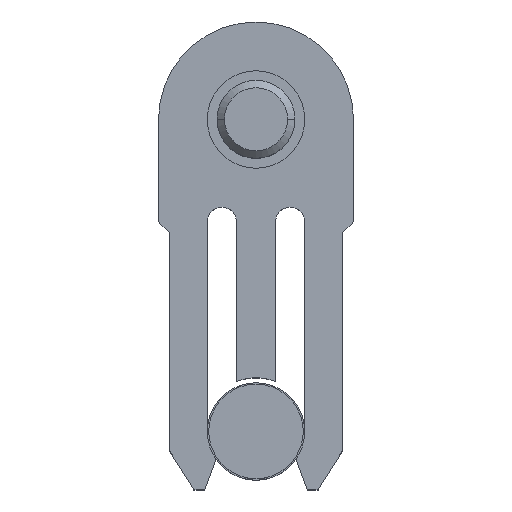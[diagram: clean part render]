
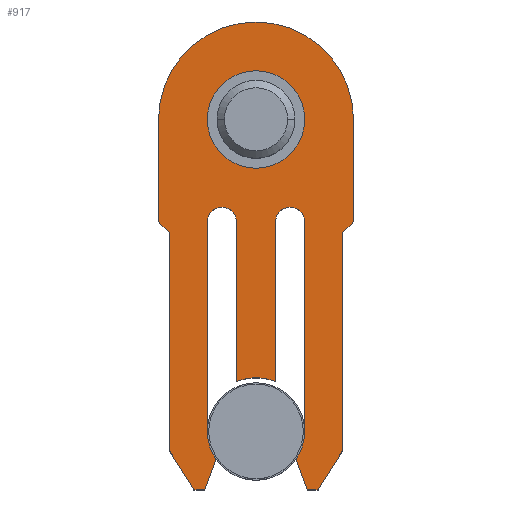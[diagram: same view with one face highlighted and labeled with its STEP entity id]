
A CAD part, top view. The second image highlights one B-rep face of the part: STEP entity #917.
In plain terms, the highlighted planar face has unit normal (0, 0, 1).
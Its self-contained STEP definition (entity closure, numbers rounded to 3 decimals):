
#355=VERTEX_POINT('',#986);
#367=VERTEX_POINT('',#998);
#399=EDGE_CURVE('',#613,#933,#1036,.T.);
#417=VERTEX_POINT('',#1056);
#423=VERTEX_POINT('',#1062);
#433=VERTEX_POINT('',#1072);
#453=VERTEX_POINT('',#1095);
#469=EDGE_CURVE('',#795,#529,#1115,.T.);
#477=VERTEX_POINT('',#1123);
#497=VERTEX_POINT('',#1144);
#499=EDGE_CURVE('',#453,#785,#1146,.T.);
#525=VERTEX_POINT('',#1177);
#527=EDGE_CURVE('',#579,#617,#1179,.T.);
#529=VERTEX_POINT('',#1181);
#531=VERTEX_POINT('',#1183);
#535=VERTEX_POINT('',#1188);
#545=EDGE_CURVE('',#525,#795,#1198,.T.);
#579=VERTEX_POINT('',#1238);
#599=EDGE_CURVE('',#529,#433,#1259,.T.);
#601=EDGE_CURVE('',#817,#885,#1261,.T.);
#609=EDGE_CURVE('',#619,#355,#1269,.T.);
#611=EDGE_CURVE('',#817,#453,#1271,.T.);
#613=VERTEX_POINT('',#1273);
#617=VERTEX_POINT('',#1277);
#619=VERTEX_POINT('',#1279);
#655=EDGE_CURVE('',#885,#531,#1315,.T.);
#671=EDGE_CURVE('',#751,#433,#1331,.T.);
#673=VERTEX_POINT('',#1333);
#679=EDGE_CURVE('',#617,#579,#1340,.T.);
#693=VERTEX_POINT('',#1356);
#695=EDGE_CURVE('',#531,#417,#1358,.T.);
#705=EDGE_CURVE('',#673,#423,#1369,.T.);
#719=EDGE_CURVE('',#933,#367,#1386,.T.);
#751=VERTEX_POINT('',#1422);
#763=EDGE_CURVE('',#535,#477,#1436,.T.);
#777=EDGE_CURVE('',#613,#497,#1451,.T.);
#785=VERTEX_POINT('',#1460);
#795=VERTEX_POINT('',#1471);
#801=EDGE_CURVE('',#417,#619,#1478,.T.);
#807=EDGE_CURVE('',#355,#535,#1485,.T.);
#817=VERTEX_POINT('',#1496);
#843=EDGE_CURVE('',#785,#693,#1525,.T.);
#867=EDGE_CURVE('',#497,#673,#1552,.T.);
#885=VERTEX_POINT('',#1571);
#893=EDGE_CURVE('',#367,#751,#1581,.T.);
#895=EDGE_CURVE('',#477,#525,#1583,.T.);
#917=ADVANCED_FACE('',(#1607,#1608),#1609,.T.);
#929=EDGE_CURVE('',#693,#423,#1624,.T.);
#933=VERTEX_POINT('',#1628);
#986=CARTESIAN_POINT('',(-2.0,5.123,9.0));
#998=CARTESIAN_POINT('',(8.875,-2.0,9.0));
#1036=LINE('',#1745,#1746);
#1056=CARTESIAN_POINT('',(-5.0,21.5,9.0));
#1062=CARTESIAN_POINT('',(-10.0,21.5,9.0));
#1072=CARTESIAN_POINT('',(5.25,-6.0,9.0));
#1095=CARTESIAN_POINT('',(-6.376,-6.0,9.0));
#1115=CIRCLE('',#1849,5.0);
#1123=CARTESIAN_POINT('',(2.0,21.5,9.0));
#1144=CARTESIAN_POINT('',(10.0,32.0,9.0));
#1146=LINE('',#1895,#1896);
#1177=CARTESIAN_POINT('',(5.0,21.5,9.0));
#1179=CIRCLE('',#1936,5.0);
#1181=CARTESIAN_POINT('',(4.105,-2.854,9.0));
#1183=CARTESIAN_POINT('',(-5.0,0.0,9.0));
#1188=CARTESIAN_POINT('',(2.0,5.123,9.0));
#1198=LINE('',#1958,#1959);
#1238=CARTESIAN_POINT('',(5.0,32.0,9.0));
#1259=LINE('',#2039,#2040);
#1261=LINE('',#2043,#2044);
#1269=LINE('',#2055,#2056);
#1271=LINE('',#2059,#2060);
#1273=CARTESIAN_POINT('',(10.0,21.5,9.0));
#1277=CARTESIAN_POINT('',(-5.0,32.0,9.0));
#1279=CARTESIAN_POINT('',(-2.0,21.5,9.0));
#1315=CIRCLE('',#2126,5.0);
#1331=LINE('',#2148,#2149);
#1333=CARTESIAN_POINT('',(-10.0,32.0,9.0));
#1340=CIRCLE('',#2161,5.0);
#1356=CARTESIAN_POINT('',(-8.875,20.375,9.0));
#1358=LINE('',#2182,#2183);
#1369=LINE('',#2200,#2201);
#1386=LINE('',#2221,#2222);
#1422=CARTESIAN_POINT('',(6.376,-6.0,9.0));
#1436=LINE('',#2285,#2286);
#1451=LINE('',#2307,#2308);
#1460=CARTESIAN_POINT('',(-8.875,-2.0,9.0));
#1471=CARTESIAN_POINT('',(5.0,0.0,9.0));
#1478=CIRCLE('',#2343,1.5);
#1485=CIRCLE('',#2352,5.5);
#1496=CARTESIAN_POINT('',(-5.25,-6.0,9.0));
#1525=LINE('',#2404,#2405);
#1552=CIRCLE('',#2442,10.0);
#1571=CARTESIAN_POINT('',(-4.105,-2.854,9.0));
#1581=LINE('',#2483,#2484);
#1583=CIRCLE('',#2487,1.5);
#1607=FACE_OUTER_BOUND('',#2519,.T.);
#1608=FACE_BOUND('',#2520,.T.);
#1609=PLANE('',#2521);
#1624=LINE('',#2541,#2542);
#1628=CARTESIAN_POINT('',(8.875,20.375,9.0));
#1745=CARTESIAN_POINT('',(10.0,21.5,9.0));
#1746=VECTOR('',#2655,1.0);
#1849=AXIS2_PLACEMENT_3D('',#2749,#2750,#2751);
#1895=CARTESIAN_POINT('',(-6.376,-6.0,9.0));
#1896=VECTOR('',#2767,1.0);
#1936=AXIS2_PLACEMENT_3D('',#2816,#2817,#2818);
#1958=CARTESIAN_POINT('',(5.0,21.375,9.0));
#1959=VECTOR('',#2828,1.0);
#2039=CARTESIAN_POINT('',(-2.255,14.621,9.0));
#2040=VECTOR('',#2896,1.0);
#2043=CARTESIAN_POINT('',(1.164,11.621,9.0));
#2044=VECTOR('',#2897,1.0);
#2055=CARTESIAN_POINT('',(-2.0,21.375,9.0));
#2056=VECTOR('',#2904,1.0);
#2059=CARTESIAN_POINT('',(6.376,-6.0,9.0));
#2060=VECTOR('',#2905,1.0);
#2126=AXIS2_PLACEMENT_3D('',#2933,#2934,#2935);
#2148=CARTESIAN_POINT('',(6.376,-6.0,9.0));
#2149=VECTOR('',#2941,1.0);
#2161=AXIS2_PLACEMENT_3D('',#2951,#2952,#2953);
#2182=CARTESIAN_POINT('',(-5.0,21.375,9.0));
#2183=VECTOR('',#2976,1.0);
#2200=CARTESIAN_POINT('',(-10.0,26.75,9.0));
#2201=VECTOR('',#2990,1.0);
#2221=CARTESIAN_POINT('',(8.875,20.375,9.0));
#2222=VECTOR('',#3021,1.0);
#2285=CARTESIAN_POINT('',(2.0,21.375,9.0));
#2286=VECTOR('',#3066,1.0);
#2307=CARTESIAN_POINT('',(10.0,26.75,9.0));
#2308=VECTOR('',#3080,1.0);
#2343=AXIS2_PLACEMENT_3D('',#3111,#3112,#3113);
#2352=AXIS2_PLACEMENT_3D('',#3127,#3128,#3129);
#2404=CARTESIAN_POINT('',(-8.875,-2.0,9.0));
#2405=VECTOR('',#3175,1.0);
#2442=AXIS2_PLACEMENT_3D('',#3207,#3208,#3209);
#2483=CARTESIAN_POINT('',(8.875,-2.0,9.0));
#2484=VECTOR('',#3239,1.0);
#2487=AXIS2_PLACEMENT_3D('',#3240,#3241,#3242);
#2519=EDGE_LOOP('',(#3274,#3275,#3276,#3277,#3278,#3279,#3280,#3281,#3282,#3283,#3284,#3285,#3286,#3287,#3288,#3289,#3290,#3291,#3292,#3293,#3294,#3295));
#2520=EDGE_LOOP('',(#3296,#3297));
#2521=AXIS2_PLACEMENT_3D('',#3298,#3299,#3300);
#2541=CARTESIAN_POINT('',(-8.875,20.375,9.0));
#2542=VECTOR('',#3327,1.0);
#2655=DIRECTION('',(-0.707,-0.707,0.0));
#2749=CARTESIAN_POINT('',(0.0,0.0,9.0));
#2750=DIRECTION('',(0.0,0.0,-1.0));
#2751=DIRECTION('',(1.0,0.0,0.0));
#2767=DIRECTION('',(-0.53,0.848,0.0));
#2816=CARTESIAN_POINT('',(0.0,32.0,9.0));
#2817=DIRECTION('',(0.0,0.0,-1.0));
#2818=DIRECTION('',(1.0,0.0,0.0));
#2828=DIRECTION('',(0.0,-1.0,0.0));
#2896=DIRECTION('',(0.342,-0.94,0.0));
#2897=DIRECTION('',(0.342,0.94,-0.0));
#2904=DIRECTION('',(0.0,-1.0,0.0));
#2905=DIRECTION('',(-1.0,0.0,0.0));
#2933=CARTESIAN_POINT('',(0.0,0.0,9.0));
#2934=DIRECTION('',(0.0,0.0,-1.0));
#2935=DIRECTION('',(1.0,0.0,0.0));
#2941=DIRECTION('',(-1.0,0.0,0.0));
#2951=CARTESIAN_POINT('',(0.0,32.0,9.0));
#2952=DIRECTION('',(0.0,0.0,-1.0));
#2953=DIRECTION('',(1.0,0.0,0.0));
#2976=DIRECTION('',(0.0,1.0,0.0));
#2990=DIRECTION('',(0.0,-1.0,0.0));
#3021=DIRECTION('',(0.0,-1.0,0.0));
#3066=DIRECTION('',(0.0,1.0,0.0));
#3080=DIRECTION('',(0.0,1.0,0.0));
#3111=CARTESIAN_POINT('',(-3.5,21.5,9.0));
#3112=DIRECTION('',(0.0,0.0,-1.0));
#3113=DIRECTION('',(1.0,0.0,0.0));
#3127=CARTESIAN_POINT('',(0.,0.,9.0));
#3128=DIRECTION('',(0.0,0.0,-1.0));
#3129=DIRECTION('',(0.909,0.417,0.0));
#3175=DIRECTION('',(0.0,1.0,0.0));
#3207=CARTESIAN_POINT('',(0.0,32.0,9.0));
#3208=DIRECTION('',(0.0,0.0,1.0));
#3209=DIRECTION('',(1.0,0.0,0.0));
#3239=DIRECTION('',(-0.53,-0.848,0.0));
#3240=CARTESIAN_POINT('',(3.5,21.5,9.0));
#3241=DIRECTION('',(0.0,0.0,-1.0));
#3242=DIRECTION('',(1.0,0.0,0.0));
#3274=ORIENTED_EDGE('',*,*,#807,.T.);
#3275=ORIENTED_EDGE('',*,*,#763,.T.);
#3276=ORIENTED_EDGE('',*,*,#895,.T.);
#3277=ORIENTED_EDGE('',*,*,#545,.T.);
#3278=ORIENTED_EDGE('',*,*,#469,.T.);
#3279=ORIENTED_EDGE('',*,*,#599,.T.);
#3280=ORIENTED_EDGE('',*,*,#671,.F.);
#3281=ORIENTED_EDGE('',*,*,#893,.F.);
#3282=ORIENTED_EDGE('',*,*,#719,.F.);
#3283=ORIENTED_EDGE('',*,*,#399,.F.);
#3284=ORIENTED_EDGE('',*,*,#777,.T.);
#3285=ORIENTED_EDGE('',*,*,#867,.T.);
#3286=ORIENTED_EDGE('',*,*,#705,.T.);
#3287=ORIENTED_EDGE('',*,*,#929,.F.);
#3288=ORIENTED_EDGE('',*,*,#843,.F.);
#3289=ORIENTED_EDGE('',*,*,#499,.F.);
#3290=ORIENTED_EDGE('',*,*,#611,.F.);
#3291=ORIENTED_EDGE('',*,*,#601,.T.);
#3292=ORIENTED_EDGE('',*,*,#655,.T.);
#3293=ORIENTED_EDGE('',*,*,#695,.T.);
#3294=ORIENTED_EDGE('',*,*,#801,.T.);
#3295=ORIENTED_EDGE('',*,*,#609,.T.);
#3296=ORIENTED_EDGE('',*,*,#527,.T.);
#3297=ORIENTED_EDGE('',*,*,#679,.T.);
#3298=CARTESIAN_POINT('',(0.0,32.0,9.0));
#3299=DIRECTION('',(0.0,0.0,1.0));
#3300=DIRECTION('',(1.0,0.0,0.0));
#3327=DIRECTION('',(-0.707,0.707,0.0));
